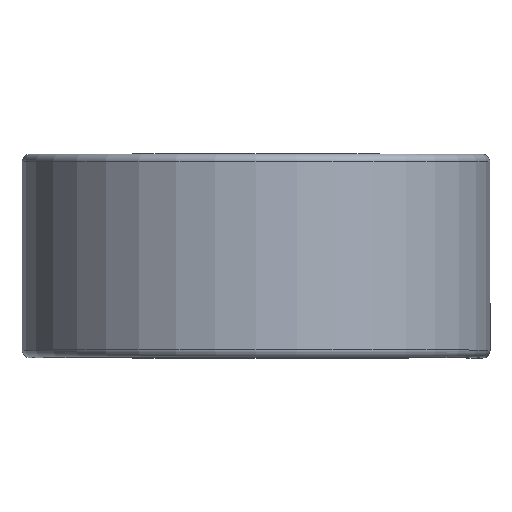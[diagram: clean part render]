
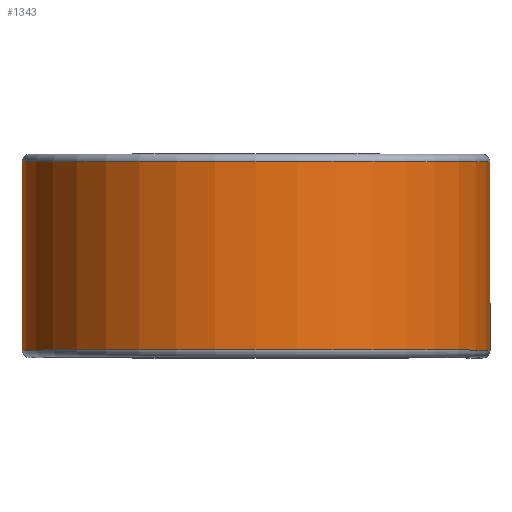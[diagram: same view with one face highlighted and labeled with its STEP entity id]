
A CAD part, top view. The second image highlights one B-rep face of the part: STEP entity #1343.
In plain terms, the highlighted cylindrical face has radius 23.749 mm (diameter 47.498 mm), a partial arc.
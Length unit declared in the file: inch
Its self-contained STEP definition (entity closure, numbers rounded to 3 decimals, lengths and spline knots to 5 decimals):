
#4 = CARTESIAN_POINT ( 'NONE',  ( 0., 0.375, 0. ) ) ;
#7 = FACE_OUTER_BOUND ( 'NONE', #1460, .T. ) ;
#123 = DIRECTION ( 'NONE',  ( 0., -1., 0. ) ) ;
#166 = CARTESIAN_POINT ( 'NONE',  ( 0.935, 0.37625, 0. ) ) ;
#177 = ORIENTED_EDGE ( 'NONE', *, *, #2147, .T. ) ;
#187 = DIRECTION ( 'NONE',  ( 0., -1., 0. ) ) ;
#211 = ORIENTED_EDGE ( 'NONE', *, *, #1789, .T. ) ;
#231 = CARTESIAN_POINT ( 'NONE',  ( 0., 0.37625, 0. ) ) ;
#275 = DIRECTION ( 'NONE',  ( 0., 0., -1. ) ) ;
#293 = EDGE_CURVE ( 'NONE', #1523, #1499, #1558, .T. ) ;
#342 = VERTEX_POINT ( 'NONE', #1031 ) ;
#408 = DIRECTION ( 'NONE',  ( 0., 0., -1. ) ) ;
#599 = CYLINDRICAL_SURFACE ( 'NONE', #2169, 0.935 ) ;
#663 = ORIENTED_EDGE ( 'NONE', *, *, #1749, .F. ) ;
#907 = DIRECTION ( 'NONE',  ( 0., 0., -1. ) ) ;
#1031 = CARTESIAN_POINT ( 'NONE',  ( 0., 0.37625, -0.935 ) ) ;
#1082 = DIRECTION ( 'NONE',  ( 0., 1., 0. ) ) ;
#1095 = CARTESIAN_POINT ( 'NONE',  ( 0.935, 0.37625, 0. ) ) ;
#1121 = LINE ( 'NONE', #166, #1148 ) ;
#1148 = VECTOR ( 'NONE', #2364, 39.37008 ) ;
#1163 = CARTESIAN_POINT ( 'NONE',  ( 0., -0.37625, -0.935 ) ) ;
#1259 = AXIS2_PLACEMENT_3D ( 'NONE', #1387, #123, #275 ) ;
#1343 = ADVANCED_FACE ( 'NONE', ( #7 ), #599, .T. ) ;
#1368 = VERTEX_POINT ( 'NONE', #1095 ) ;
#1387 = CARTESIAN_POINT ( 'NONE',  ( 0., -0.37625, 0. ) ) ;
#1447 = AXIS2_PLACEMENT_3D ( 'NONE', #231, #1511, #408 ) ;
#1460 = EDGE_LOOP ( 'NONE', ( #211, #177, #663, #2247 ) ) ;
#1499 = VERTEX_POINT ( 'NONE', #1163 ) ;
#1511 = DIRECTION ( 'NONE',  ( 0., -1., 0. ) ) ;
#1523 = VERTEX_POINT ( 'NONE', #2089 ) ;
#1558 = CIRCLE ( 'NONE', #1259, 0.935 ) ;
#1640 = CIRCLE ( 'NONE', #1447, 0.935 ) ;
#1749 = EDGE_CURVE ( 'NONE', #1499, #342, #2233, .T. ) ;
#1789 = EDGE_CURVE ( 'NONE', #1523, #1368, #1121, .T. ) ;
#2089 = CARTESIAN_POINT ( 'NONE',  ( 0.935, -0.37625, 0. ) ) ;
#2147 = EDGE_CURVE ( 'NONE', #1368, #342, #1640, .T. ) ;
#2169 = AXIS2_PLACEMENT_3D ( 'NONE', #4, #187, #907 ) ;
#2175 = CARTESIAN_POINT ( 'NONE',  ( 0., 0.37625, -0.935 ) ) ;
#2217 = VECTOR ( 'NONE', #1082, 39.37008 ) ;
#2233 = LINE ( 'NONE', #2175, #2217 ) ;
#2247 = ORIENTED_EDGE ( 'NONE', *, *, #293, .F. ) ;
#2364 = DIRECTION ( 'NONE',  ( 0., 1., 0. ) ) ;
